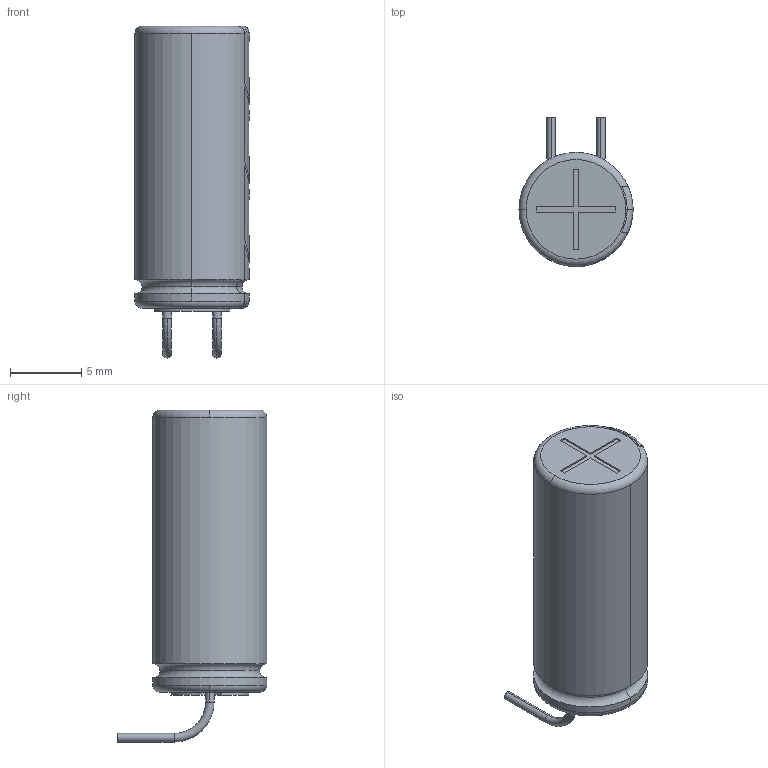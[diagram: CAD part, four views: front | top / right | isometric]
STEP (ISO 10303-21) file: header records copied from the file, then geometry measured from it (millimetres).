
FILE_DESCRIPTION (( 'STEP AP214' ), '1' );
FILE_NAME ('SCCR20B335-supercap.STEP', '2020-08-24T21:12:10', ( '' ), ( '' ), 'SwSTEP 2.0', 'SolidWorks 2019', '' );
FILE_SCHEMA (( 'AUTOMOTIVE_DESIGN' ));
Length unit declared in the file: millimetre
Products named in the file (1): SCCR20B335-supercap
Bounding box: 8.01 x 10.5 x 23.31 mm (x, y, z)
Volume: 990.7 mm3; surface area: 645.6 mm2
Topology: 1 solids, 1 shells, 108 faces, 275 edges, 179 vertices
Faces by surface type: plane 49, cylinder 35, torus 22, cone 2
Entity records: 4634 total; most frequent: CARTESIAN_POINT 839, ORIENTED_EDGE 550, DIRECTION 530, EDGE_CURVE 275, AXIS2_PLACEMENT_3D 198, VERTEX_POINT 179, LINE 134, VECTOR 134
